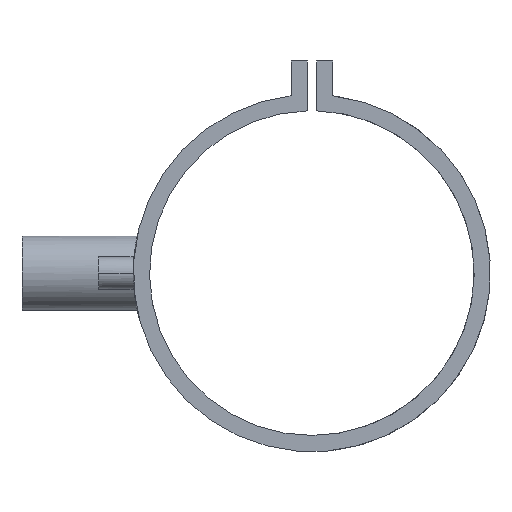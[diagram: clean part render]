
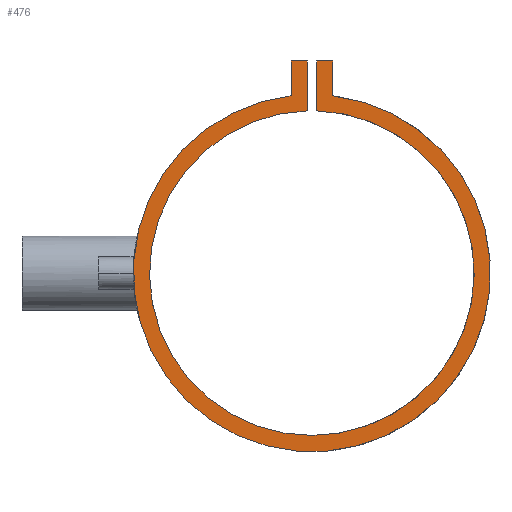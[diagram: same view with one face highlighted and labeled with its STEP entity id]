
A CAD part, left-side view. The second image highlights one B-rep face of the part: STEP entity #476.
In plain terms, the highlighted planar face has unit normal (-1, 0, 0).
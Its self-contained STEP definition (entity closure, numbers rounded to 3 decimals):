
#31 = VECTOR ( 'NONE', #1577, 1000. ) ;
#48 = VERTEX_POINT ( 'NONE', #420 ) ;
#123 = EDGE_CURVE ( 'NONE', #354, #1211, #1557, .T. ) ;
#157 = ORIENTED_EDGE ( 'NONE', *, *, #123, .F. ) ;
#219 = DIRECTION ( 'NONE',  ( 0., 0., -1. ) ) ;
#234 = CIRCLE ( 'NONE', #292, 77. ) ;
#261 = CARTESIAN_POINT ( 'NONE',  ( -70., 0., 0. ) ) ;
#292 = AXIS2_PLACEMENT_3D ( 'NONE', #261, #831, #1676 ) ;
#354 = VERTEX_POINT ( 'NONE', #565 ) ;
#365 = FACE_OUTER_BOUND ( 'NONE', #1534, .T. ) ;
#402 = CARTESIAN_POINT ( 'NONE',  ( -70., 2., 91.472 ) ) ;
#412 = LINE ( 'NONE', #807, #1214 ) ;
#420 = CARTESIAN_POINT ( 'NONE',  ( -70., -9., 91.472 ) ) ;
#431 = ORIENTED_EDGE ( 'NONE', *, *, #649, .F. ) ;
#472 = VERTEX_POINT ( 'NONE', #1606 ) ;
#476 = ADVANCED_FACE ( 'NONE', ( #365 ), #1468, .F. ) ;
#485 = CARTESIAN_POINT ( 'NONE',  ( -70., -2., 91.472 ) ) ;
#551 = EDGE_CURVE ( 'NONE', #1460, #354, #234, .T. ) ;
#565 = CARTESIAN_POINT ( 'NONE',  ( -70., 9., 76.472 ) ) ;
#580 = AXIS2_PLACEMENT_3D ( 'NONE', #1346, #1354, #219 ) ;
#626 = VECTOR ( 'NONE', #1416, 1000. ) ;
#649 = EDGE_CURVE ( 'NONE', #472, #48, #1568, .T. ) ;
#712 = LINE ( 'NONE', #1550, #626 ) ;
#714 = ORIENTED_EDGE ( 'NONE', *, *, #1516, .F. ) ;
#786 = EDGE_CURVE ( 'NONE', #824, #472, #974, .T. ) ;
#788 = CARTESIAN_POINT ( 'NONE',  ( -70., 0., 0. ) ) ;
#807 = CARTESIAN_POINT ( 'NONE',  ( -70., 9., 91.472 ) ) ;
#824 = VERTEX_POINT ( 'NONE', #1266 ) ;
#825 = EDGE_CURVE ( 'NONE', #48, #1460, #712, .T. ) ;
#831 = DIRECTION ( 'NONE',  ( 1., 0., 0. ) ) ;
#858 = CARTESIAN_POINT ( 'NONE',  ( -70., -2., 91.472 ) ) ;
#933 = DIRECTION ( 'NONE',  ( 0., 0., -1. ) ) ;
#937 = CARTESIAN_POINT ( 'NONE',  ( -70., -9., 76.472 ) ) ;
#961 = EDGE_CURVE ( 'NONE', #1291, #1272, #1372, .T. ) ;
#974 = LINE ( 'NONE', #858, #1230 ) ;
#1034 = CARTESIAN_POINT ( 'NONE',  ( -70., 9., 91.472 ) ) ;
#1081 = DIRECTION ( 'NONE',  ( 0., -1., 0. ) ) ;
#1086 = CARTESIAN_POINT ( 'NONE',  ( -70., 2., 69.971 ) ) ;
#1096 = ORIENTED_EDGE ( 'NONE', *, *, #1419, .F. ) ;
#1125 = ORIENTED_EDGE ( 'NONE', *, *, #551, .F. ) ;
#1160 = CARTESIAN_POINT ( 'NONE',  ( -70., 9., 91.472 ) ) ;
#1175 = VECTOR ( 'NONE', #1207, 1000. ) ;
#1194 = CIRCLE ( 'NONE', #580, 70. ) ;
#1205 = VECTOR ( 'NONE', #1322, 1000. ) ;
#1207 = DIRECTION ( 'NONE',  ( 0., 0., -1. ) ) ;
#1211 = VERTEX_POINT ( 'NONE', #1034 ) ;
#1214 = VECTOR ( 'NONE', #1081, 1000. ) ;
#1229 = AXIS2_PLACEMENT_3D ( 'NONE', #788, #1457, #933 ) ;
#1230 = VECTOR ( 'NONE', #1678, 1000. ) ;
#1266 = CARTESIAN_POINT ( 'NONE',  ( -70., -2., 69.971 ) ) ;
#1272 = VERTEX_POINT ( 'NONE', #1086 ) ;
#1291 = VERTEX_POINT ( 'NONE', #1806 ) ;
#1322 = DIRECTION ( 'NONE',  ( 0., -1., 0. ) ) ;
#1346 = CARTESIAN_POINT ( 'NONE',  ( -70., 0., 0. ) ) ;
#1354 = DIRECTION ( 'NONE',  ( -1., 0., 0. ) ) ;
#1372 = LINE ( 'NONE', #402, #1175 ) ;
#1416 = DIRECTION ( 'NONE',  ( 0., 0., -1. ) ) ;
#1419 = EDGE_CURVE ( 'NONE', #1211, #1291, #412, .T. ) ;
#1426 = ORIENTED_EDGE ( 'NONE', *, *, #825, .F. ) ;
#1457 = DIRECTION ( 'NONE',  ( 1., 0., 0. ) ) ;
#1460 = VERTEX_POINT ( 'NONE', #937 ) ;
#1468 = PLANE ( 'NONE',  #1229 ) ;
#1479 = ORIENTED_EDGE ( 'NONE', *, *, #786, .F. ) ;
#1516 = EDGE_CURVE ( 'NONE', #1272, #824, #1194, .T. ) ;
#1534 = EDGE_LOOP ( 'NONE', ( #1125, #1426, #431, #1479, #714, #1759, #1096, #157 ) ) ;
#1550 = CARTESIAN_POINT ( 'NONE',  ( -70., -9., 91.472 ) ) ;
#1557 = LINE ( 'NONE', #1160, #31 ) ;
#1568 = LINE ( 'NONE', #485, #1205 ) ;
#1577 = DIRECTION ( 'NONE',  ( 0., 0., 1. ) ) ;
#1606 = CARTESIAN_POINT ( 'NONE',  ( -70., -2., 91.472 ) ) ;
#1676 = DIRECTION ( 'NONE',  ( 0., 0., -1. ) ) ;
#1678 = DIRECTION ( 'NONE',  ( 0., 0., 1. ) ) ;
#1759 = ORIENTED_EDGE ( 'NONE', *, *, #961, .F. ) ;
#1806 = CARTESIAN_POINT ( 'NONE',  ( -70., 2., 91.472 ) ) ;
